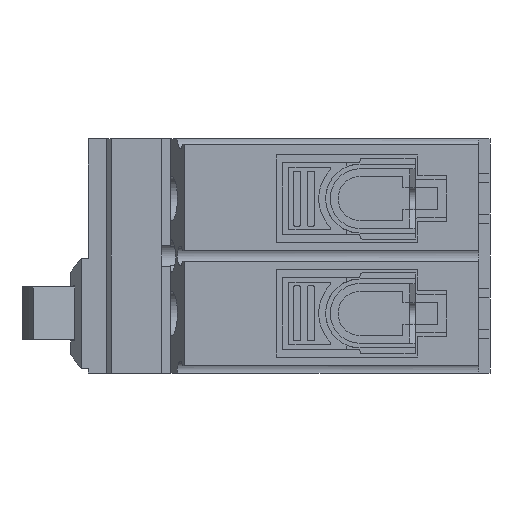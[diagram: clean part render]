
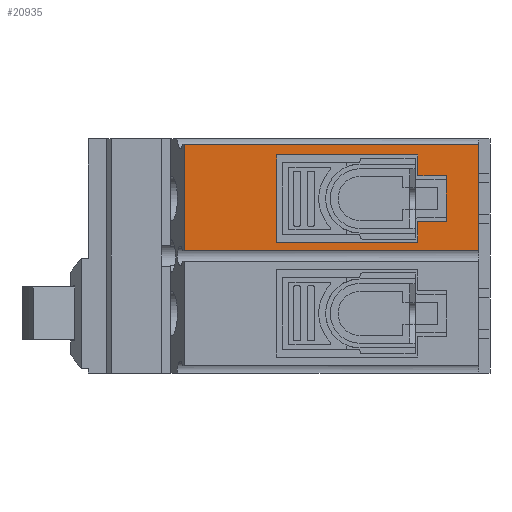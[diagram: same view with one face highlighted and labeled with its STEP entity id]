
A CAD part, left-side view. The second image highlights one B-rep face of the part: STEP entity #20935.
In plain terms, the highlighted planar face has unit normal (-1, 0, 0).
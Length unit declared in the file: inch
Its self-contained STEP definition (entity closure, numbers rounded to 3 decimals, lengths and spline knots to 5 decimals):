
#478 = DIRECTION ( 'NONE',  ( 0., 1., 0. ) ) ;
#613 = CARTESIAN_POINT ( 'NONE',  ( -2.55906, 1.83071, 0.86614 ) ) ;
#1147 = EDGE_CURVE ( 'NONE', #5696, #15154, #23057, .T. ) ;
#1456 = DIRECTION ( 'NONE',  ( 0., -1., 0. ) ) ;
#1477 = DIRECTION ( 'NONE',  ( 0., -1., 0. ) ) ;
#2401 = LINE ( 'NONE', #13326, #20567 ) ;
#2641 = LINE ( 'NONE', #2790, #20406 ) ;
#2738 = VECTOR ( 'NONE', #478, 39.37008 ) ;
#2790 = CARTESIAN_POINT ( 'NONE',  ( -2.55906, 0., 0.11811 ) ) ;
#2798 = ORIENTED_EDGE ( 'NONE', *, *, #4878, .T. ) ;
#3877 = LINE ( 'NONE', #28428, #11342 ) ;
#3976 = CARTESIAN_POINT ( 'NONE',  ( -2.55906, 0.61811, 0.29528 ) ) ;
#4205 = LINE ( 'NONE', #19612, #14197 ) ;
#4878 = EDGE_CURVE ( 'NONE', #24630, #8599, #11710, .T. ) ;
#5017 = DIRECTION ( 'NONE',  ( 0., -1., 0. ) ) ;
#5151 = DIRECTION ( 'NONE',  ( 0., 0., -1. ) ) ;
#5341 = ORIENTED_EDGE ( 'NONE', *, *, #1147, .T. ) ;
#5367 = CARTESIAN_POINT ( 'NONE',  ( -2.55906, 0., -1.98819 ) ) ;
#5696 = VERTEX_POINT ( 'NONE', #24055 ) ;
#5862 = VERTEX_POINT ( 'NONE', #18371 ) ;
#7061 = EDGE_CURVE ( 'NONE', #8599, #5862, #18234, .T. ) ;
#7072 = CARTESIAN_POINT ( 'NONE',  ( -2.55906, 2.62205, 0.04528 ) ) ;
#7188 = DIRECTION ( 'NONE',  ( 0., 0., 1. ) ) ;
#8069 = EDGE_CURVE ( 'NONE', #22961, #13157, #2401, .T. ) ;
#8146 = DIRECTION ( 'NONE',  ( 0., 0., 1. ) ) ;
#8199 = ORIENTED_EDGE ( 'NONE', *, *, #16587, .T. ) ;
#8338 = ORIENTED_EDGE ( 'NONE', *, *, #9765, .F. ) ;
#8594 = CARTESIAN_POINT ( 'NONE',  ( -2.55906, 2.62205, 1.00394 ) ) ;
#8599 = VERTEX_POINT ( 'NONE', #24600 ) ;
#8653 = CARTESIAN_POINT ( 'NONE',  ( -2.55906, 0.37402, 0.68898 ) ) ;
#8872 = EDGE_CURVE ( 'NONE', #23760, #24630, #26039, .T. ) ;
#8941 = ORIENTED_EDGE ( 'NONE', *, *, #8872, .T. ) ;
#9210 = LINE ( 'NONE', #20397, #2738 ) ;
#9364 = LINE ( 'NONE', #20687, #12489 ) ;
#9672 = EDGE_CURVE ( 'NONE', #15154, #17199, #9364, .T. ) ;
#9765 = EDGE_CURVE ( 'NONE', #5696, #13822, #21411, .T. ) ;
#9829 = ORIENTED_EDGE ( 'NONE', *, *, #11285, .T. ) ;
#10103 = DIRECTION ( 'NONE',  ( 0., 0., 1. ) ) ;
#10895 = VECTOR ( 'NONE', #5017, 39.37008 ) ;
#11285 = EDGE_CURVE ( 'NONE', #17199, #18398, #2641, .T. ) ;
#11342 = VECTOR ( 'NONE', #26397, 39.37008 ) ;
#11387 = DIRECTION ( 'NONE',  ( 0., 1., 0. ) ) ;
#11473 = CARTESIAN_POINT ( 'NONE',  ( -2.55906, 2.62205, 0.95866 ) ) ;
#11710 = LINE ( 'NONE', #12007, #10895 ) ;
#11768 = CARTESIAN_POINT ( 'NONE',  ( -2.55906, 0.61811, 0.86614 ) ) ;
#12007 = CARTESIAN_POINT ( 'NONE',  ( -2.55906, 0., 0.04528 ) ) ;
#12489 = VECTOR ( 'NONE', #5151, 39.37008 ) ;
#12499 = EDGE_CURVE ( 'NONE', #5862, #23760, #9210, .T. ) ;
#13157 = VERTEX_POINT ( 'NONE', #11768 ) ;
#13326 = CARTESIAN_POINT ( 'NONE',  ( -2.55906, 0., 0.86614 ) ) ;
#13822 = VERTEX_POINT ( 'NONE', #8653 ) ;
#13950 = DIRECTION ( 'NONE',  ( -1., 0., 0. ) ) ;
#14068 = CARTESIAN_POINT ( 'NONE',  ( -2.55906, 0.61811, 0.68898 ) ) ;
#14197 = VECTOR ( 'NONE', #8146, 39.37008 ) ;
#14313 = AXIS2_PLACEMENT_3D ( 'NONE', #5367, #13950, #20767 ) ;
#15154 = VERTEX_POINT ( 'NONE', #3976 ) ;
#15211 = EDGE_LOOP ( 'NONE', ( #8199, #8338, #5341, #15599, #9829, #27048, #16487, #25587 ) ) ;
#15599 = ORIENTED_EDGE ( 'NONE', *, *, #9672, .T. ) ;
#15937 = VECTOR ( 'NONE', #7188, 39.37008 ) ;
#16487 = ORIENTED_EDGE ( 'NONE', *, *, #8069, .T. ) ;
#16587 = EDGE_CURVE ( 'NONE', #27302, #13822, #21514, .T. ) ;
#17199 = VERTEX_POINT ( 'NONE', #18716 ) ;
#17405 = ORIENTED_EDGE ( 'NONE', *, *, #12499, .T. ) ;
#18234 = LINE ( 'NONE', #27089, #15937 ) ;
#18371 = CARTESIAN_POINT ( 'NONE',  ( -2.55906, 0.09843, 0.95866 ) ) ;
#18398 = VERTEX_POINT ( 'NONE', #27733 ) ;
#18716 = CARTESIAN_POINT ( 'NONE',  ( -2.55906, 0.61811, 0.11811 ) ) ;
#18740 = PLANE ( 'NONE',  #14313 ) ;
#19612 = CARTESIAN_POINT ( 'NONE',  ( -2.55906, 1.83071, -1.98819 ) ) ;
#20397 = CARTESIAN_POINT ( 'NONE',  ( -2.55906, 0., 0.95866 ) ) ;
#20406 = VECTOR ( 'NONE', #11387, 39.37008 ) ;
#20477 = FACE_OUTER_BOUND ( 'NONE', #20501, .T. ) ;
#20501 = EDGE_LOOP ( 'NONE', ( #23709, #17405, #8941, #2798 ) ) ;
#20567 = VECTOR ( 'NONE', #1456, 39.37008 ) ;
#20687 = CARTESIAN_POINT ( 'NONE',  ( -2.55906, 0.61811, -1.98819 ) ) ;
#20767 = DIRECTION ( 'NONE',  ( 0., 0., 1. ) ) ;
#20935 = ADVANCED_FACE ( 'NONE', ( #25807, #20477 ), #18740, .T. ) ;
#21121 = CARTESIAN_POINT ( 'NONE',  ( -2.55906, 0.37402, 0.49213 ) ) ;
#21160 = DIRECTION ( 'NONE',  ( 0., 1., 0. ) ) ;
#21411 = LINE ( 'NONE', #21121, #25445 ) ;
#21514 = LINE ( 'NONE', #21667, #24858 ) ;
#21667 = CARTESIAN_POINT ( 'NONE',  ( -2.55906, 0., 0.68898 ) ) ;
#22659 = VECTOR ( 'NONE', #24143, 39.37008 ) ;
#22961 = VERTEX_POINT ( 'NONE', #613 ) ;
#23057 = LINE ( 'NONE', #27716, #24885 ) ;
#23546 = EDGE_CURVE ( 'NONE', #18398, #22961, #4205, .T. ) ;
#23709 = ORIENTED_EDGE ( 'NONE', *, *, #7061, .T. ) ;
#23760 = VERTEX_POINT ( 'NONE', #11473 ) ;
#24055 = CARTESIAN_POINT ( 'NONE',  ( -2.55906, 0.37402, 0.29528 ) ) ;
#24143 = DIRECTION ( 'NONE',  ( 0., 0., -1. ) ) ;
#24600 = CARTESIAN_POINT ( 'NONE',  ( -2.55906, 0.09843, 0.04528 ) ) ;
#24630 = VERTEX_POINT ( 'NONE', #7072 ) ;
#24858 = VECTOR ( 'NONE', #1477, 39.37008 ) ;
#24885 = VECTOR ( 'NONE', #21160, 39.37008 ) ;
#25445 = VECTOR ( 'NONE', #10103, 39.37008 ) ;
#25587 = ORIENTED_EDGE ( 'NONE', *, *, #27614, .T. ) ;
#25807 = FACE_BOUND ( 'NONE', #15211, .T. ) ;
#26039 = LINE ( 'NONE', #8594, #22659 ) ;
#26397 = DIRECTION ( 'NONE',  ( 0., 0., -1. ) ) ;
#27048 = ORIENTED_EDGE ( 'NONE', *, *, #23546, .T. ) ;
#27089 = CARTESIAN_POINT ( 'NONE',  ( -2.55906, 0.09843, -1.98819 ) ) ;
#27302 = VERTEX_POINT ( 'NONE', #14068 ) ;
#27614 = EDGE_CURVE ( 'NONE', #13157, #27302, #3877, .T. ) ;
#27716 = CARTESIAN_POINT ( 'NONE',  ( -2.55906, 0., 0.29528 ) ) ;
#27733 = CARTESIAN_POINT ( 'NONE',  ( -2.55906, 1.83071, 0.11811 ) ) ;
#28428 = CARTESIAN_POINT ( 'NONE',  ( -2.55906, 0.61811, -1.98819 ) ) ;
